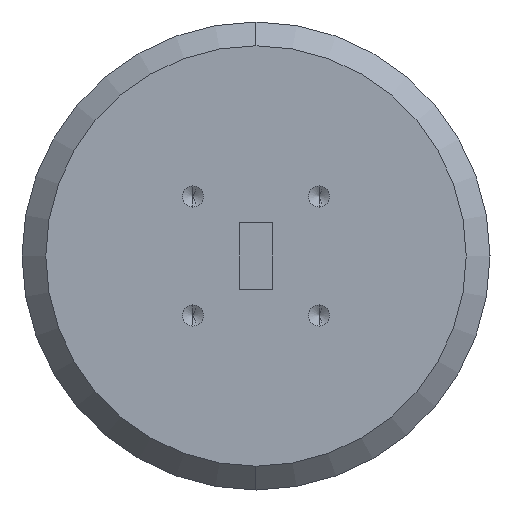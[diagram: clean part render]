
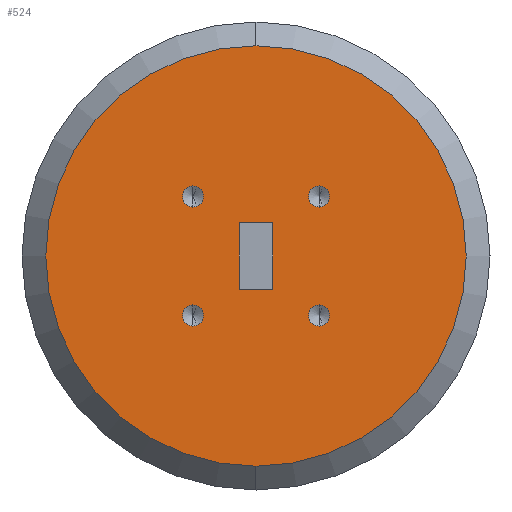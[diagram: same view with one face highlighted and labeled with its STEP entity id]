
A CAD part, left-side view. The second image highlights one B-rep face of the part: STEP entity #524.
In plain terms, the highlighted planar face has unit normal (-1, 0, 0).
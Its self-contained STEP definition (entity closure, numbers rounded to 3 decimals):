
#524 = ADVANCED_FACE ( 'NONE', ( #27174, #2011, #21153, #17962, #15106, #17248 ), #17397, .T. ) ;
#565 = VERTEX_POINT ( 'NONE', #17880 ) ;
#579 = CARTESIAN_POINT ( 'NONE',  ( -82., -1.778, 3.556 ) ) ;
#745 = AXIS2_PLACEMENT_3D ( 'NONE', #13137, #10846, #8583 ) ;
#888 = EDGE_CURVE ( 'NONE', #14517, #19596, #24713, .T. ) ;
#972 = VERTEX_POINT ( 'NONE', #12604 ) ;
#1381 = EDGE_LOOP ( 'NONE', ( #27846, #4239 ) ) ;
#1393 = ORIENTED_EDGE ( 'NONE', *, *, #11332, .F. ) ;
#2011 = FACE_BOUND ( 'NONE', #9500, .T. ) ;
#2057 = EDGE_CURVE ( 'NONE', #19921, #565, #18239, .T. ) ;
#2128 = DIRECTION ( 'NONE',  ( -1., 0., 0. ) ) ;
#2627 = ORIENTED_EDGE ( 'NONE', *, *, #10325, .F. ) ;
#2753 = AXIS2_PLACEMENT_3D ( 'NONE', #27866, #14178, #25577 ) ;
#2929 = CIRCLE ( 'NONE', #25442, 1.13 ) ;
#3385 = EDGE_CURVE ( 'NONE', #972, #11643, #19975, .T. ) ;
#3798 = DIRECTION ( 'NONE',  ( 0., 0., 1. ) ) ;
#3885 = AXIS2_PLACEMENT_3D ( 'NONE', #19981, #2128, #8848 ) ;
#3912 = DIRECTION ( 'NONE',  ( 0., 0., -1. ) ) ;
#3973 = ORIENTED_EDGE ( 'NONE', *, *, #28052, .F. ) ;
#4004 = CARTESIAN_POINT ( 'NONE',  ( -82., 1.778, 3.556 ) ) ;
#4239 = ORIENTED_EDGE ( 'NONE', *, *, #6205, .F. ) ;
#4430 = CIRCLE ( 'NONE', #18359, 1.13 ) ;
#4521 = LINE ( 'NONE', #579, #20498 ) ;
#4596 = DIRECTION ( 'NONE',  ( -1., 0., 0. ) ) ;
#4619 = ORIENTED_EDGE ( 'NONE', *, *, #13907, .F. ) ;
#5978 = ORIENTED_EDGE ( 'NONE', *, *, #27102, .F. ) ;
#6118 = CIRCLE ( 'NONE', #21908, 1.13 ) ;
#6205 = EDGE_CURVE ( 'NONE', #19134, #9440, #4430, .T. ) ;
#6830 = CIRCLE ( 'NONE', #25238, 1.13 ) ;
#7142 = VERTEX_POINT ( 'NONE', #19592 ) ;
#7585 = CARTESIAN_POINT ( 'NONE',  ( -82., -1.778, -3.556 ) ) ;
#7913 = DIRECTION ( 'NONE',  ( 0., 0., 1. ) ) ;
#7941 = DIRECTION ( 'NONE',  ( 0., 0., 1. ) ) ;
#8583 = DIRECTION ( 'NONE',  ( 0., 0., 1. ) ) ;
#8848 = DIRECTION ( 'NONE',  ( 0., 0., 1. ) ) ;
#9183 = CARTESIAN_POINT ( 'NONE',  ( -82., 6.731, -7.48 ) ) ;
#9377 = CIRCLE ( 'NONE', #25496, 1.13 ) ;
#9440 = VERTEX_POINT ( 'NONE', #27939 ) ;
#9469 = DIRECTION ( 'NONE',  ( -1., 0., 0. ) ) ;
#9500 = EDGE_LOOP ( 'NONE', ( #25980, #20873 ) ) ;
#9530 = CARTESIAN_POINT ( 'NONE',  ( -82., 0., -22.46 ) ) ;
#9532 = CARTESIAN_POINT ( 'NONE',  ( -82., -6.731, 6.35 ) ) ;
#9598 = EDGE_CURVE ( 'NONE', #21082, #16633, #2929, .T. ) ;
#9936 = CARTESIAN_POINT ( 'NONE',  ( -82., 0., 22.46 ) ) ;
#10122 = CARTESIAN_POINT ( 'NONE',  ( -82., 1.778, 3.556 ) ) ;
#10325 = EDGE_CURVE ( 'NONE', #11643, #972, #6830, .T. ) ;
#10614 = CARTESIAN_POINT ( 'NONE',  ( -82., 0., 0. ) ) ;
#10622 = CARTESIAN_POINT ( 'NONE',  ( -82., -6.731, -6.35 ) ) ;
#10846 = DIRECTION ( 'NONE',  ( -1., 0., 0. ) ) ;
#11152 = LINE ( 'NONE', #7585, #20430 ) ;
#11313 = CARTESIAN_POINT ( 'NONE',  ( -82., 1.778, -3.556 ) ) ;
#11332 = EDGE_CURVE ( 'NONE', #13135, #7142, #11152, .T. ) ;
#11371 = EDGE_LOOP ( 'NONE', ( #1393, #5978, #11890, #4619 ) ) ;
#11643 = VERTEX_POINT ( 'NONE', #18963 ) ;
#11890 = ORIENTED_EDGE ( 'NONE', *, *, #17655, .F. ) ;
#12175 = LINE ( 'NONE', #4004, #24593 ) ;
#12604 = CARTESIAN_POINT ( 'NONE',  ( -82., 6.731, 7.48 ) ) ;
#12787 = AXIS2_PLACEMENT_3D ( 'NONE', #10614, #15186, #26488 ) ;
#13135 = VERTEX_POINT ( 'NONE', #11313 ) ;
#13137 = CARTESIAN_POINT ( 'NONE',  ( -82., 6.731, 6.35 ) ) ;
#13907 = EDGE_CURVE ( 'NONE', #7142, #23347, #4521, .T. ) ;
#14178 = DIRECTION ( 'NONE',  ( 1., 0., 0. ) ) ;
#14517 = VERTEX_POINT ( 'NONE', #9530 ) ;
#15106 = FACE_BOUND ( 'NONE', #11371, .T. ) ;
#15186 = DIRECTION ( 'NONE',  ( 1., 0., 0. ) ) ;
#16633 = VERTEX_POINT ( 'NONE', #26458 ) ;
#16714 = DIRECTION ( 'NONE',  ( -1., 0., 0. ) ) ;
#16826 = DIRECTION ( 'NONE',  ( -1., 0., 0. ) ) ;
#16855 = EDGE_CURVE ( 'NONE', #9440, #19134, #9377, .T. ) ;
#17166 = LINE ( 'NONE', #23512, #23876 ) ;
#17198 = CIRCLE ( 'NONE', #12787, 22.46 ) ;
#17241 = EDGE_CURVE ( 'NONE', #19596, #14517, #17198, .T. ) ;
#17248 = FACE_OUTER_BOUND ( 'NONE', #23659, .T. ) ;
#17397 = PLANE ( 'NONE',  #3885 ) ;
#17622 = CARTESIAN_POINT ( 'NONE',  ( -82., -6.731, 5.22 ) ) ;
#17655 = EDGE_CURVE ( 'NONE', #23347, #22976, #17166, .T. ) ;
#17880 = CARTESIAN_POINT ( 'NONE',  ( -82., -6.731, -7.48 ) ) ;
#17884 = AXIS2_PLACEMENT_3D ( 'NONE', #10622, #4596, #20506 ) ;
#17962 = FACE_BOUND ( 'NONE', #20171, .T. ) ;
#18069 = CARTESIAN_POINT ( 'NONE',  ( -82., -1.778, 3.556 ) ) ;
#18239 = CIRCLE ( 'NONE', #17884, 1.13 ) ;
#18359 = AXIS2_PLACEMENT_3D ( 'NONE', #21530, #19151, #7941 ) ;
#18565 = EDGE_CURVE ( 'NONE', #16633, #21082, #27771, .T. ) ;
#18685 = DIRECTION ( 'NONE',  ( 0., 0., 1. ) ) ;
#18818 = DIRECTION ( 'NONE',  ( 0., 1., 0. ) ) ;
#18915 = CARTESIAN_POINT ( 'NONE',  ( -82., 6.731, -6.35 ) ) ;
#18963 = CARTESIAN_POINT ( 'NONE',  ( -82., 6.731, 5.22 ) ) ;
#19134 = VERTEX_POINT ( 'NONE', #17622 ) ;
#19151 = DIRECTION ( 'NONE',  ( -1., 0., 0. ) ) ;
#19359 = ORIENTED_EDGE ( 'NONE', *, *, #2057, .F. ) ;
#19592 = CARTESIAN_POINT ( 'NONE',  ( -82., -1.778, -3.556 ) ) ;
#19596 = VERTEX_POINT ( 'NONE', #9936 ) ;
#19885 = CARTESIAN_POINT ( 'NONE',  ( -82., -6.731, -5.22 ) ) ;
#19921 = VERTEX_POINT ( 'NONE', #19885 ) ;
#19975 = CIRCLE ( 'NONE', #745, 1.13 ) ;
#19981 = CARTESIAN_POINT ( 'NONE',  ( -82., 22.46, 0. ) ) ;
#20171 = EDGE_LOOP ( 'NONE', ( #19359, #3973 ) ) ;
#20430 = VECTOR ( 'NONE', #25907, 1000. ) ;
#20498 = VECTOR ( 'NONE', #27916, 1000. ) ;
#20506 = DIRECTION ( 'NONE',  ( 0., 0., 1. ) ) ;
#20616 = AXIS2_PLACEMENT_3D ( 'NONE', #26285, #24175, #3798 ) ;
#20873 = ORIENTED_EDGE ( 'NONE', *, *, #9598, .F. ) ;
#21082 = VERTEX_POINT ( 'NONE', #9183 ) ;
#21153 = FACE_BOUND ( 'NONE', #1381, .T. ) ;
#21351 = ORIENTED_EDGE ( 'NONE', *, *, #17241, .F. ) ;
#21530 = CARTESIAN_POINT ( 'NONE',  ( -82., -6.731, 6.35 ) ) ;
#21908 = AXIS2_PLACEMENT_3D ( 'NONE', #28334, #16826, #7913 ) ;
#21974 = ORIENTED_EDGE ( 'NONE', *, *, #3385, .F. ) ;
#22976 = VERTEX_POINT ( 'NONE', #10122 ) ;
#23031 = DIRECTION ( 'NONE',  ( -1., 0., 0. ) ) ;
#23347 = VERTEX_POINT ( 'NONE', #18069 ) ;
#23512 = CARTESIAN_POINT ( 'NONE',  ( -82., -1.778, 3.556 ) ) ;
#23659 = EDGE_LOOP ( 'NONE', ( #27904, #21351 ) ) ;
#23815 = DIRECTION ( 'NONE',  ( 0., 0., 1. ) ) ;
#23876 = VECTOR ( 'NONE', #18818, 1000. ) ;
#24175 = DIRECTION ( 'NONE',  ( -1., 0., 0. ) ) ;
#24593 = VECTOR ( 'NONE', #3912, 1000. ) ;
#24713 = CIRCLE ( 'NONE', #2753, 22.46 ) ;
#25238 = AXIS2_PLACEMENT_3D ( 'NONE', #28116, #16714, #23815 ) ;
#25442 = AXIS2_PLACEMENT_3D ( 'NONE', #18915, #9469, #27810 ) ;
#25496 = AXIS2_PLACEMENT_3D ( 'NONE', #9532, #23031, #18685 ) ;
#25577 = DIRECTION ( 'NONE',  ( 0., 0., -1. ) ) ;
#25907 = DIRECTION ( 'NONE',  ( 0., -1., 0. ) ) ;
#25980 = ORIENTED_EDGE ( 'NONE', *, *, #18565, .F. ) ;
#26285 = CARTESIAN_POINT ( 'NONE',  ( -82., 6.731, -6.35 ) ) ;
#26458 = CARTESIAN_POINT ( 'NONE',  ( -82., 6.731, -5.22 ) ) ;
#26488 = DIRECTION ( 'NONE',  ( 0., 0., -1. ) ) ;
#27021 = EDGE_LOOP ( 'NONE', ( #21974, #2627 ) ) ;
#27102 = EDGE_CURVE ( 'NONE', #22976, #13135, #12175, .T. ) ;
#27174 = FACE_BOUND ( 'NONE', #27021, .T. ) ;
#27771 = CIRCLE ( 'NONE', #20616, 1.13 ) ;
#27810 = DIRECTION ( 'NONE',  ( 0., 0., 1. ) ) ;
#27846 = ORIENTED_EDGE ( 'NONE', *, *, #16855, .F. ) ;
#27866 = CARTESIAN_POINT ( 'NONE',  ( -82., 0., 0. ) ) ;
#27904 = ORIENTED_EDGE ( 'NONE', *, *, #888, .F. ) ;
#27916 = DIRECTION ( 'NONE',  ( 0., 0., 1. ) ) ;
#27939 = CARTESIAN_POINT ( 'NONE',  ( -82., -6.731, 7.48 ) ) ;
#28052 = EDGE_CURVE ( 'NONE', #565, #19921, #6118, .T. ) ;
#28116 = CARTESIAN_POINT ( 'NONE',  ( -82., 6.731, 6.35 ) ) ;
#28334 = CARTESIAN_POINT ( 'NONE',  ( -82., -6.731, -6.35 ) ) ;
